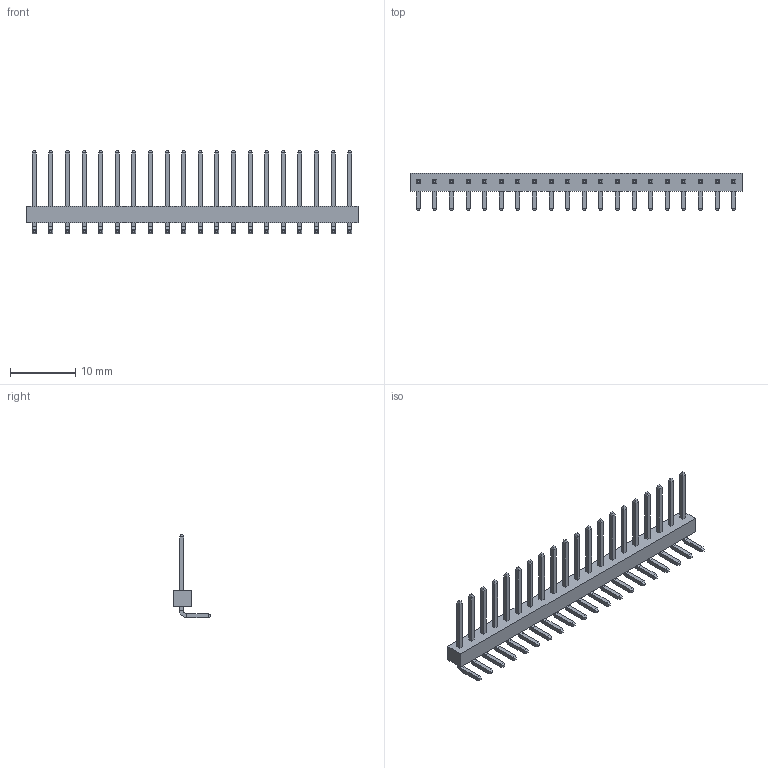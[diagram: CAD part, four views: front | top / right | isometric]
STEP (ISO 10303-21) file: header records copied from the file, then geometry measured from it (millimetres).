
FILE_DESCRIPTION (( 'STEP AP214' ), '1' );
FILE_NAME ('75168-116-20LF.STEP', '2022-05-05T17:44:13', ( '' ), ( '' ), 'SwSTEP 2.0', 'SolidWorks 2017', '' );
FILE_SCHEMA (( 'AUTOMOTIVE_DESIGN' ));
Length unit declared in the file: millimetre
Products named in the file (3): pin^75168 ASS Gold; 75168-116-20LF; Body ^75168 ASS Gold_20
Assembly tree (21 placements, depth 2):
  75168-116-20LF
    Body ^75168 ASS Gold_20
    pin^75168 ASS Gold  x20
Bounding box: 50.8 x 5.8 x 12.76 mm (x, y, z)
Volume: 461.5 mm3; surface area: 1481 mm2
Topology: 21 solids, 21 shells, 526 faces, 1132 edges, 648 vertices
Faces by surface type: plane 486, cylinder 40
Entity records: 3678 total; most frequent: CARTESIAN_POINT 620, ORIENTED_EDGE 592, DIRECTION 564, EDGE_CURVE 296, VECTOR 292, LINE 292, VERTEX_POINT 192, EDGE_LOOP 148
